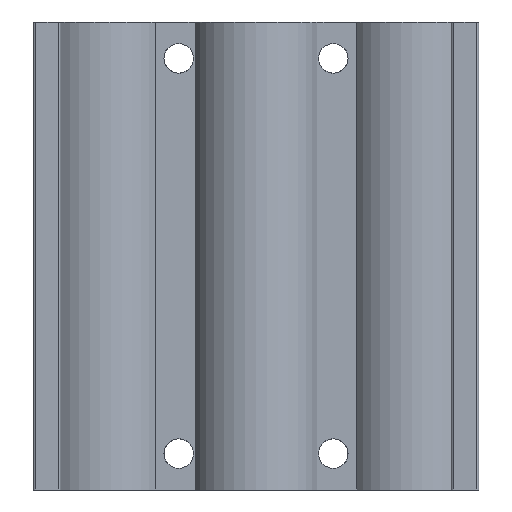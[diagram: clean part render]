
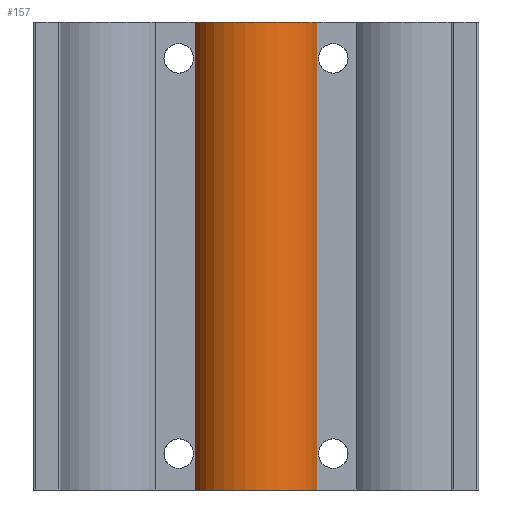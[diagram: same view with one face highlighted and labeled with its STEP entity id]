
A CAD part, front view. The second image highlights one B-rep face of the part: STEP entity #157.
In plain terms, the highlighted cylindrical face has radius 14.3 mm (diameter 28.6 mm), a partial arc.
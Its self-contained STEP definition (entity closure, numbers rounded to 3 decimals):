
#157 = ADVANCED_FACE ( 'NONE', ( #2612 ), #2397, .T. ) ;
#711 = CARTESIAN_POINT ( 'NONE',  ( 0., -1.75, 103. ) ) ;
#712 = DIRECTION ( 'NONE',  ( 0., 0., -1. ) ) ;
#713 = DIRECTION ( 'NONE',  ( -1., 0., 0. ) ) ;
#2397 = CYLINDRICAL_SURFACE ( 'NONE', #4146, 14.3 ) ;
#2612 = FACE_OUTER_BOUND ( 'NONE', #3381, .T. ) ;
#3381 = EDGE_LOOP ( 'NONE', ( #11074, #10846, #10844, #10845 ) ) ;
#4013 = AXIS2_PLACEMENT_3D ( 'NONE', #7335, #7336, #7337 ) ;
#4146 = AXIS2_PLACEMENT_3D ( 'NONE', #711, #712, #713 ) ;
#5535 = EDGE_CURVE ( 'NONE', #14867, #14903, #17996, .T. ) ;
#5737 = AXIS2_PLACEMENT_3D ( 'NONE', #10277, #10278, #10279 ) ;
#7335 = CARTESIAN_POINT ( 'NONE',  ( 0., -1.75, 103. ) ) ;
#7336 = DIRECTION ( 'NONE',  ( 0., 0., 1. ) ) ;
#7337 = DIRECTION ( 'NONE',  ( 1., 0., 0. ) ) ;
#9165 = EDGE_CURVE ( 'NONE', #14277, #14986, #18064, .T. ) ;
#9177 = EDGE_CURVE ( 'NONE', #14903, #14986, #17992, .T. ) ;
#9187 = EDGE_CURVE ( 'NONE', #14867, #14277, #18141, .T. ) ;
#9488 = CARTESIAN_POINT ( 'NONE',  ( 13.397, -6.75, 0. ) ) ;
#9573 = CARTESIAN_POINT ( 'NONE',  ( 13.397, -6.75, 103. ) ) ;
#9618 = CARTESIAN_POINT ( 'NONE',  ( -13.397, -6.75, 103. ) ) ;
#9672 = CARTESIAN_POINT ( 'NONE',  ( -13.397, -6.75, 0. ) ) ;
#9731 = DIRECTION ( 'NONE',  ( 0., 0., -1. ) ) ;
#9735 = CARTESIAN_POINT ( 'NONE',  ( -13.397, -6.75, 103. ) ) ;
#9963 = DIRECTION ( 'NONE',  ( 0., 0., -1. ) ) ;
#9968 = CARTESIAN_POINT ( 'NONE',  ( 13.397, -6.75, 103. ) ) ;
#10277 = CARTESIAN_POINT ( 'NONE',  ( 0., -1.75, 0. ) ) ;
#10278 = DIRECTION ( 'NONE',  ( 0., 0., 1. ) ) ;
#10279 = DIRECTION ( 'NONE',  ( 1., 0., 0. ) ) ;
#10844 = ORIENTED_EDGE ( 'NONE', *, *, #5535, .F. ) ;
#10845 = ORIENTED_EDGE ( 'NONE', *, *, #9187, .T. ) ;
#10846 = ORIENTED_EDGE ( 'NONE', *, *, #9177, .F. ) ;
#11074 = ORIENTED_EDGE ( 'NONE', *, *, #9165, .T. ) ;
#14277 = VERTEX_POINT ( 'NONE', #9672 ) ;
#14867 = VERTEX_POINT ( 'NONE', #9618 ) ;
#14903 = VERTEX_POINT ( 'NONE', #9573 ) ;
#14986 = VERTEX_POINT ( 'NONE', #9488 ) ;
#17992 = LINE ( 'NONE', #9968, #17994 ) ;
#17994 = VECTOR ( 'NONE', #9963, 1000. ) ;
#17996 = CIRCLE ( 'NONE', #4013, 14.3 ) ;
#18013 = VECTOR ( 'NONE', #9731, 1000. ) ;
#18064 = CIRCLE ( 'NONE', #5737, 14.3 ) ;
#18141 = LINE ( 'NONE', #9735, #18013 ) ;
